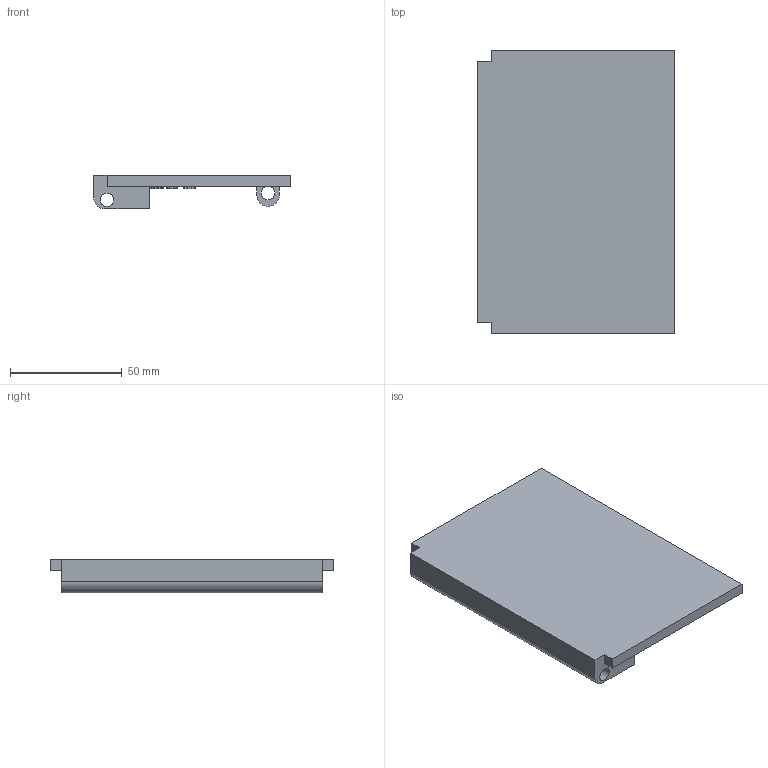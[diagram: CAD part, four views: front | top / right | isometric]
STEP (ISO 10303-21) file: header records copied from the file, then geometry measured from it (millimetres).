
FILE_DESCRIPTION(/* description */ (''),/* implementation_level */ '2;1');
FILE_NAME(/* name */ 'UselessBoxDoor v4.step',/* time_stamp */ '2022-03-13T16:22:36-04:00',/* author */ (''),/* organization */ (''),/* preprocessor_version */ 'ST-DEVELOPER v18.1',/* originating_system */ 'Autodesk Translation Framework v10.13.0.1454',/* authorisation */ '');
FILE_SCHEMA (('AUTOMOTIVE_DESIGN { 1 0 10303 214 3 1 1 }'));
Length unit declared in the file: millimetre
Products named in the file (1): UselessBoxDoor
Bounding box: 88 x 127 x 15 mm (x, y, z)
Volume: 65856.1 mm3; surface area: 29192.9 mm2
Topology: 1 solids, 1 shells, 819 faces, 2313 edges, 1540 vertices
Faces by surface type: bspline 551, plane 260, cylinder 8
Full cylindrical faces by diameter (mm): 6 x3
Entity records: 31502 total; most frequent: CARTESIAN_POINT 14040, ORIENTED_EDGE 4626, EDGE_CURVE 2313, DIRECTION 1773, VERTEX_POINT 1540, LINE 1187, VECTOR 1187, B_SPLINE_CURVE_WITH_KNOTS 1102
